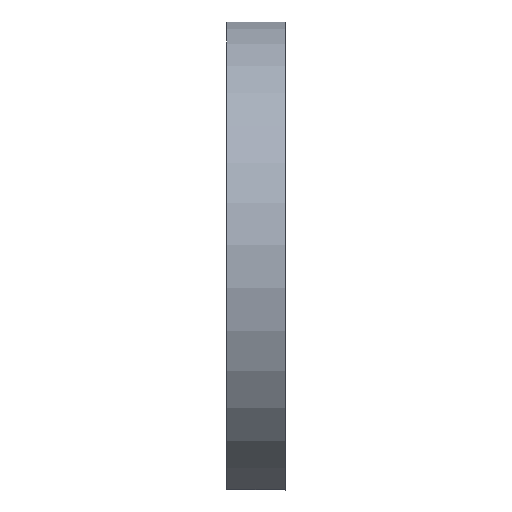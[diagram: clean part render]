
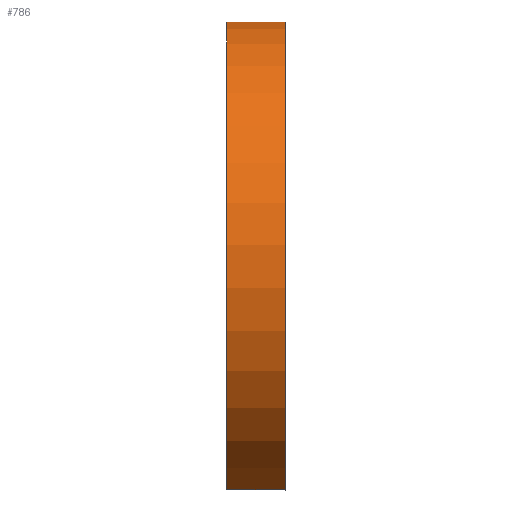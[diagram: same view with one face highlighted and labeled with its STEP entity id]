
A CAD part, front view. The second image highlights one B-rep face of the part: STEP entity #786.
In plain terms, the highlighted cylindrical face has radius 25.4 mm (diameter 50.8 mm), a partial arc.
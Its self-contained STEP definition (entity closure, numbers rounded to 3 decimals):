
#21 = EDGE_CURVE('',#22,#24,#26,.T.);
#22 = VERTEX_POINT('',#23);
#23 = CARTESIAN_POINT('',(6.,-10.711,-23.031));
#24 = VERTEX_POINT('',#25);
#25 = CARTESIAN_POINT('',(6.,10.711,-23.031));
#26 = SURFACE_CURVE('',#27,(#32,#48),.PCURVE_S1.);
#27 = CIRCLE('',#28,25.4);
#28 = AXIS2_PLACEMENT_3D('',#29,#30,#31);
#29 = CARTESIAN_POINT('',(6.,0.,0.));
#30 = DIRECTION('',(-1.,0.,0.));
#31 = DIRECTION('',(0.,-1.,0.));
#32 = PCURVE('',#33,#38);
#33 = PLANE('',#34);
#34 = AXIS2_PLACEMENT_3D('',#35,#36,#37);
#35 = CARTESIAN_POINT('',(6.,-19.775,0.));
#36 = DIRECTION('',(1.,0.,0.));
#37 = DIRECTION('',(0.,0.,1.));
#38 = DEFINITIONAL_REPRESENTATION('',(#39),#47);
#39 = ( BOUNDED_CURVE() B_SPLINE_CURVE(2,(#40,#41,#42,#43,#44,#45,#46),
.UNSPECIFIED.,.T.,.F.) B_SPLINE_CURVE_WITH_KNOTS((1,2,2,2,2,1),(
    -2.094,0.,2.094,4.189,6.283,
8.378),.UNSPECIFIED.) CURVE() GEOMETRIC_REPRESENTATION_ITEM() 
RATIONAL_B_SPLINE_CURVE((1.,0.5,1.,0.5,1.,0.5,1.)) REPRESENTATION_ITEM(
  '') );
#40 = CARTESIAN_POINT('',(0.,5.625));
#41 = CARTESIAN_POINT('',(43.994,5.625));
#42 = CARTESIAN_POINT('',(21.997,-32.475));
#43 = CARTESIAN_POINT('',(0.,-70.575));
#44 = CARTESIAN_POINT('',(-21.997,-32.475));
#45 = CARTESIAN_POINT('',(-43.994,5.625));
#46 = CARTESIAN_POINT('',(0.,5.625));
#47 = ( GEOMETRIC_REPRESENTATION_CONTEXT(2) 
PARAMETRIC_REPRESENTATION_CONTEXT() REPRESENTATION_CONTEXT('2D SPACE',''
  ) );
#48 = PCURVE('',#49,#54);
#49 = CYLINDRICAL_SURFACE('',#50,25.4);
#50 = AXIS2_PLACEMENT_3D('',#51,#52,#53);
#51 = CARTESIAN_POINT('',(0.,0.,0.));
#52 = DIRECTION('',(-1.,0.,0.));
#53 = DIRECTION('',(0.,-1.,0.));
#54 = DEFINITIONAL_REPRESENTATION('',(#55),#59);
#55 = LINE('',#56,#57);
#56 = CARTESIAN_POINT('',(0.,-6.));
#57 = VECTOR('',#58,1.);
#58 = DIRECTION('',(1.,0.));
#59 = ( GEOMETRIC_REPRESENTATION_CONTEXT(2) 
PARAMETRIC_REPRESENTATION_CONTEXT() REPRESENTATION_CONTEXT('2D SPACE',''
  ) );
#78 = CYLINDRICAL_SURFACE('',#79,0.5);
#79 = AXIS2_PLACEMENT_3D('',#80,#81,#82);
#80 = CARTESIAN_POINT('',(0.,-10.5,-22.578));
#81 = DIRECTION('',(1.,0.,0.));
#82 = DIRECTION('',(0.,-0.422,-0.907)
  );
#775 = CYLINDRICAL_SURFACE('',#776,0.5);
#776 = AXIS2_PLACEMENT_3D('',#777,#778,#779);
#777 = CARTESIAN_POINT('',(0.,10.5,-22.578));
#778 = DIRECTION('',(1.,0.,0.));
#779 = DIRECTION('',(0.,-1.,0.));
#786 = ADVANCED_FACE('',(#787),#49,.T.);
#787 = FACE_BOUND('',#788,.T.);
#788 = EDGE_LOOP('',(#789,#820,#841,#842));
#789 = ORIENTED_EDGE('',*,*,#790,.F.);
#790 = EDGE_CURVE('',#791,#793,#795,.T.);
#791 = VERTEX_POINT('',#792);
#792 = CARTESIAN_POINT('',(0.,-10.711,-23.031));
#793 = VERTEX_POINT('',#794);
#794 = CARTESIAN_POINT('',(0.,10.711,-23.031));
#795 = SURFACE_CURVE('',#796,(#801,#808),.PCURVE_S1.);
#796 = CIRCLE('',#797,25.4);
#797 = AXIS2_PLACEMENT_3D('',#798,#799,#800);
#798 = CARTESIAN_POINT('',(0.,0.,0.));
#799 = DIRECTION('',(-1.,0.,0.));
#800 = DIRECTION('',(0.,-1.,0.));
#801 = PCURVE('',#49,#802);
#802 = DEFINITIONAL_REPRESENTATION('',(#803),#807);
#803 = LINE('',#804,#805);
#804 = CARTESIAN_POINT('',(0.,0.));
#805 = VECTOR('',#806,1.);
#806 = DIRECTION('',(1.,0.));
#807 = ( GEOMETRIC_REPRESENTATION_CONTEXT(2) 
PARAMETRIC_REPRESENTATION_CONTEXT() REPRESENTATION_CONTEXT('2D SPACE',''
  ) );
#808 = PCURVE('',#809,#814);
#809 = PLANE('',#810);
#810 = AXIS2_PLACEMENT_3D('',#811,#812,#813);
#811 = CARTESIAN_POINT('',(0.,0.,2.105));
#812 = DIRECTION('',(-1.,0.,0.));
#813 = DIRECTION('',(0.,0.,-1.));
#814 = DEFINITIONAL_REPRESENTATION('',(#815),#819);
#815 = CIRCLE('',#816,25.4);
#816 = AXIS2_PLACEMENT_2D('',#817,#818);
#817 = CARTESIAN_POINT('',(2.105,0.));
#818 = DIRECTION('',(0.,1.));
#819 = ( GEOMETRIC_REPRESENTATION_CONTEXT(2) 
PARAMETRIC_REPRESENTATION_CONTEXT() REPRESENTATION_CONTEXT('2D SPACE',''
  ) );
#820 = ORIENTED_EDGE('',*,*,#821,.T.);
#821 = EDGE_CURVE('',#791,#22,#822,.T.);
#822 = SURFACE_CURVE('',#823,(#827,#834),.PCURVE_S1.);
#823 = LINE('',#824,#825);
#824 = CARTESIAN_POINT('',(0.,-10.711,-23.031));
#825 = VECTOR('',#826,1.);
#826 = DIRECTION('',(1.,0.,0.));
#827 = PCURVE('',#49,#828);
#828 = DEFINITIONAL_REPRESENTATION('',(#829),#833);
#829 = LINE('',#830,#831);
#830 = CARTESIAN_POINT('',(5.148,0.));
#831 = VECTOR('',#832,1.);
#832 = DIRECTION('',(-0.,-1.));
#833 = ( GEOMETRIC_REPRESENTATION_CONTEXT(2) 
PARAMETRIC_REPRESENTATION_CONTEXT() REPRESENTATION_CONTEXT('2D SPACE',''
  ) );
#834 = PCURVE('',#78,#835);
#835 = DEFINITIONAL_REPRESENTATION('',(#836),#840);
#836 = LINE('',#837,#838);
#837 = CARTESIAN_POINT('',(0.,0.));
#838 = VECTOR('',#839,1.);
#839 = DIRECTION('',(0.,1.));
#840 = ( GEOMETRIC_REPRESENTATION_CONTEXT(2) 
PARAMETRIC_REPRESENTATION_CONTEXT() REPRESENTATION_CONTEXT('2D SPACE',''
  ) );
#841 = ORIENTED_EDGE('',*,*,#21,.T.);
#842 = ORIENTED_EDGE('',*,*,#843,.F.);
#843 = EDGE_CURVE('',#793,#24,#844,.T.);
#844 = SURFACE_CURVE('',#845,(#849,#856),.PCURVE_S1.);
#845 = LINE('',#846,#847);
#846 = CARTESIAN_POINT('',(0.,10.711,-23.031));
#847 = VECTOR('',#848,1.);
#848 = DIRECTION('',(1.,0.,0.));
#849 = PCURVE('',#49,#850);
#850 = DEFINITIONAL_REPRESENTATION('',(#851),#855);
#851 = LINE('',#852,#853);
#852 = CARTESIAN_POINT('',(10.56,0.));
#853 = VECTOR('',#854,1.);
#854 = DIRECTION('',(-0.,-1.));
#855 = ( GEOMETRIC_REPRESENTATION_CONTEXT(2) 
PARAMETRIC_REPRESENTATION_CONTEXT() REPRESENTATION_CONTEXT('2D SPACE',''
  ) );
#856 = PCURVE('',#775,#857);
#857 = DEFINITIONAL_REPRESENTATION('',(#858),#862);
#858 = LINE('',#859,#860);
#859 = CARTESIAN_POINT('',(2.006,0.));
#860 = VECTOR('',#861,1.);
#861 = DIRECTION('',(0.,1.));
#862 = ( GEOMETRIC_REPRESENTATION_CONTEXT(2) 
PARAMETRIC_REPRESENTATION_CONTEXT() REPRESENTATION_CONTEXT('2D SPACE',''
  ) );
